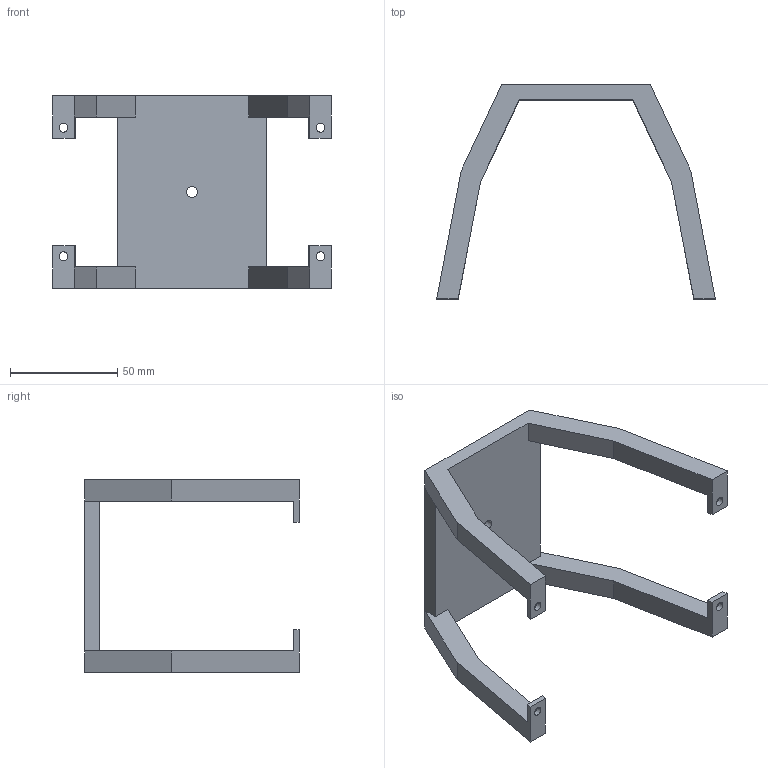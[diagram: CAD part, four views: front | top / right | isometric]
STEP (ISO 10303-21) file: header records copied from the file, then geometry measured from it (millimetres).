
FILE_DESCRIPTION (( 'STEP AP214' ), '1' );
FILE_NAME ('Lidar Mount.STEP', '2022-02-25T21:35:33', ( '' ), ( '' ), 'SwSTEP 2.0', 'SolidWorks 2020', '' );
FILE_SCHEMA (( 'AUTOMOTIVE_DESIGN' ));
Length unit declared in the file: millimetre
Products named in the file (1): Lidar Mount
Bounding box: 130 x 100 x 90 mm (x, y, z)
Volume: 84137.7 mm3; surface area: 31679.8 mm2
Topology: 1 solids, 1 shells, 48 faces, 134 edges, 88 vertices
Faces by surface type: plane 38, cylinder 10
Entity records: 1580 total; most frequent: CARTESIAN_POINT 271, ORIENTED_EDGE 268, DIRECTION 252, EDGE_CURVE 134, LINE 114, VECTOR 114, VERTEX_POINT 88, AXIS2_PLACEMENT_3D 69
